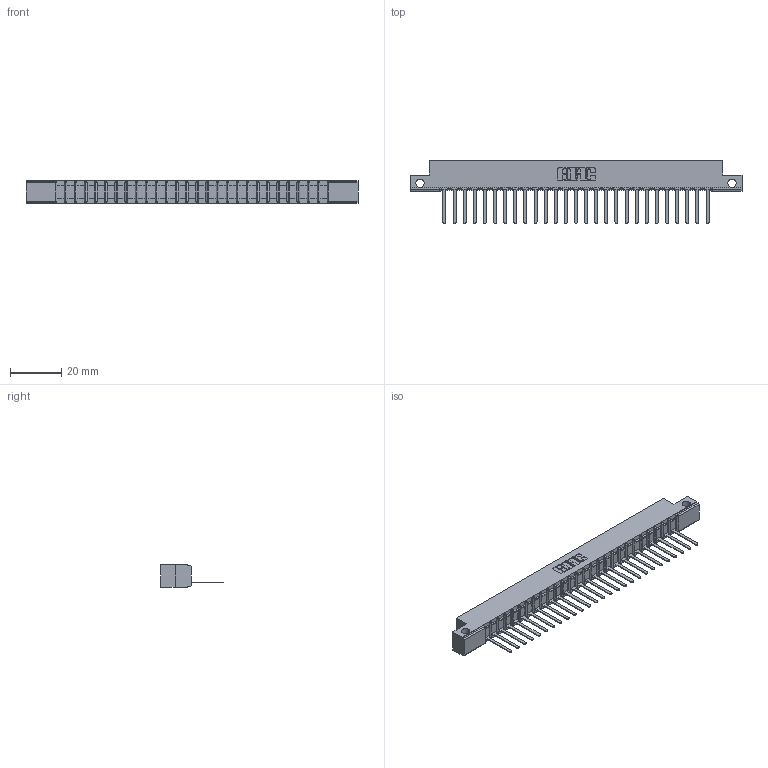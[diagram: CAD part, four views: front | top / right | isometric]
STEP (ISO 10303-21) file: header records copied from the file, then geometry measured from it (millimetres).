
FILE_DESCRIPTION (( 'STEP AP203' ), '1' );
FILE_NAME ('357-027-441-112.STEP', '2020-10-01T19:39:00', ( '' ), ( '' ), 'SwSTEP 2.0', 'SolidWorks 2020', '' );
FILE_SCHEMA (( 'CONFIG_CONTROL_DESIGN' ));
Length unit declared in the file: inch
Products named in the file (3): 307-290-002_541; 307 Part_.128 Dia Side Mounting Holes; 357-027-441-112
Assembly tree (28 placements, depth 2):
  357-027-441-112
    307 Part_.128 Dia Side Mounting Holes
    307-290-002_541  x27
Bounding box: 130 x 24.59 x 8.71 mm (x, y, z)
Volume: 8585.1 mm3; surface area: 16215.4 mm2
Topology: 28 solids, 28 shells, 2144 faces, 6587 edges, 4314 vertices
Faces by surface type: plane 1285, cylinder 803, sphere 56
Entity records: 25716 total; most frequent: CARTESIAN_POINT 4336, ORIENTED_EDGE 4326, DIRECTION 4219, EDGE_CURVE 2163, VECTOR 1649, LINE 1649, VERTEX_POINT 1402, AXIS2_PLACEMENT_3D 1285
